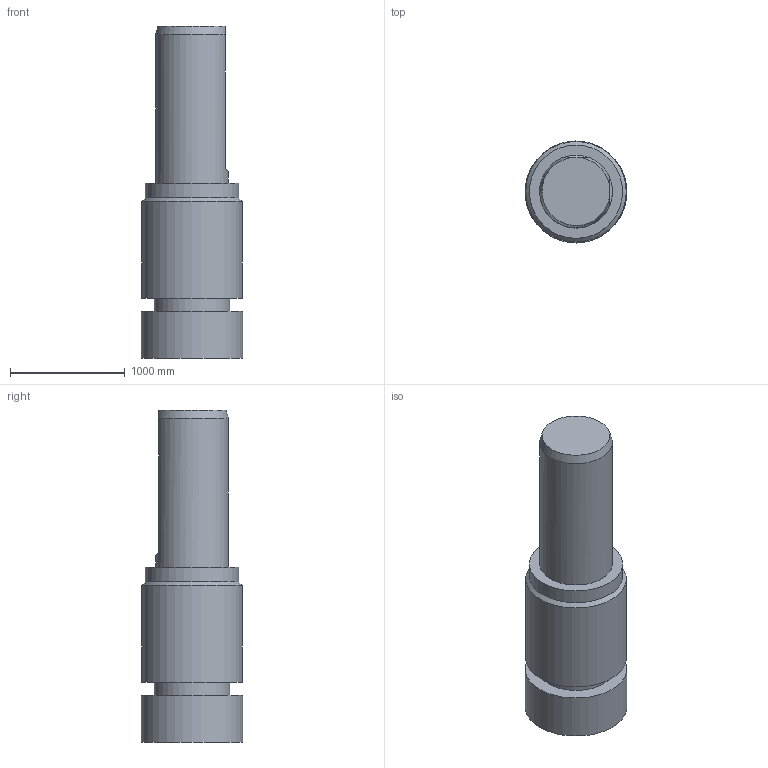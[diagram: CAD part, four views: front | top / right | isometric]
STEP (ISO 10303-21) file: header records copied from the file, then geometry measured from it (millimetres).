
FILE_DESCRIPTION((''),'1');
FILE_NAME('SLS25-NBS13-60.stp','2020-03-23T06:04:54',(''),(''),'Spatial Interop R21 SP3','Kubotek KeyCreator 2011 V10.0.2 (22737)',' ');
FILE_SCHEMA(('automotive_design'));
Length unit declared in the file: inch
Products named in the file (1): Unnamed[1]
Bounding box: 889 x 889 x 2895.6 mm (x, y, z)
Volume: 1307600737.7 mm3; surface area: 8503601.3 mm2
Topology: 1 solids, 1 shells, 17 faces, 34 edges, 22 vertices
Faces by surface type: plane 9, cylinder 5, cone 3
Full cylindrical faces by diameter (mm): 635 x1, 660.4 x1, 812.8 x1, 876.831 x1, 889 x1
Entity records: 771 total; most frequent: CARTESIAN_POINT 74, DIRECTION 74, PRESENTATION_STYLE_ASSIGNMENT 63, COLOUR_RGB 63, ORIENTED_EDGE 54, STYLED_ITEM 45, CURVE_STYLE 45, DRAUGHTING_PRE_DEFINED_CURVE_FONT 45
